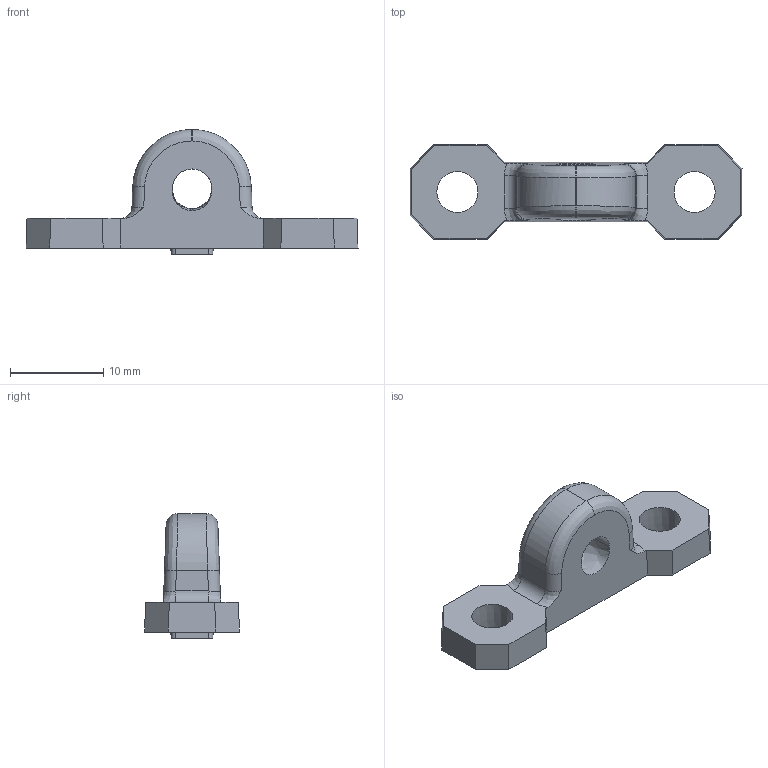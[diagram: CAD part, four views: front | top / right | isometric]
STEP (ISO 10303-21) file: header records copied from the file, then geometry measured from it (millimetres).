
FILE_DESCRIPTION(/* description */ (''),/* implementation_level */ '2;1');
FILE_NAME(/* name */ '(Pillow) Bearing Block.ipt.step',/* time_stamp */ '2020-04-16T23:09:46-04:00',/* author */ ('Jordan'),/* organization */ (''),/* preprocessor_version */ 'ST-DEVELOPER v17',/* originating_system */ 'Autodesk Inventor 2019',/* authorisation */ '');
FILE_SCHEMA (('AP203_CONFIGURATION_CONTROLLED_3D_DESIGN_OF_MECHANICAL_PARTS_AND_ASSEMBLIES_MIM_LF { 1 0 10303 203 3 1 4 }','AUTOMOTIVE_DESIGN { 1 0 10303 214 3 1 1 }'));
Length unit declared in the file: inch
Products named in the file (1): (Pillow) Bearing Block
Bounding box: 35.56 x 10.16 x 13.39 mm (x, y, z)
Volume: 1303.5 mm3; surface area: 1172.2 mm2
Topology: 1 solids, 1 shells, 53 faces, 142 edges, 92 vertices
Faces by surface type: plane 27, cylinder 15, bspline 9, cone 2
Entity records: 3316 total; most frequent: CARTESIAN_POINT 2009, ORIENTED_EDGE 284, DIRECTION 222, EDGE_CURVE 142, VERTEX_POINT 92, LINE 88, VECTOR 88, AXIS2_PLACEMENT_3D 67
